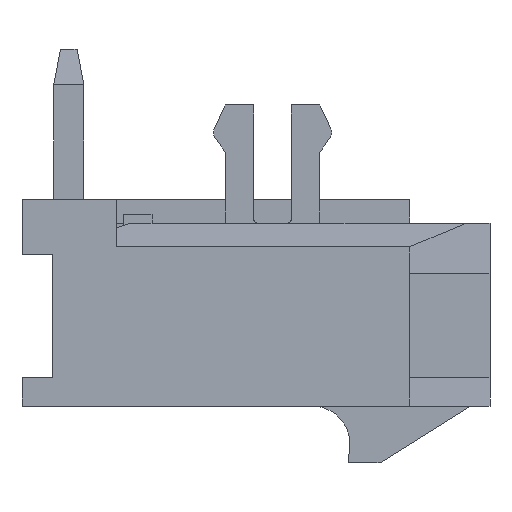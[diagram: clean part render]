
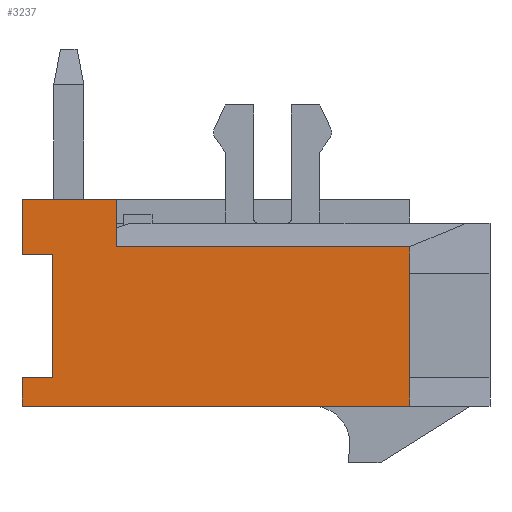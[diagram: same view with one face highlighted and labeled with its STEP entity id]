
A CAD part, left-side view. The second image highlights one B-rep face of the part: STEP entity #3237.
In plain terms, the highlighted planar face has unit normal (-1, 0, 0).
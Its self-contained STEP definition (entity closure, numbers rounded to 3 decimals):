
#863=CARTESIAN_POINT('',(-4.938,-3.492,20.065));
#864=VERTEX_POINT('',#863);
#871=CARTESIAN_POINT('',(-4.938,4.708,20.065));
#872=VERTEX_POINT('',#871);
#873=CARTESIAN_POINT('',(-4.938,-3.492,20.065));
#874=DIRECTION('',(0.,1.,0.));
#875=VECTOR('',#874,8.2);
#876=LINE('',#873,#875);
#877=EDGE_CURVE('',#864,#872,#876,.T.);
#2284=CARTESIAN_POINT('',(-4.938,4.058,20.665));
#2285=VERTEX_POINT('',#2284);
#2302=CARTESIAN_POINT('',(-4.938,4.708,20.665));
#2303=VERTEX_POINT('',#2302);
#2310=CARTESIAN_POINT('',(-4.938,4.708,20.665));
#2311=DIRECTION('',(0.,-1.,0.));
#2312=VECTOR('',#2311,0.65);
#2313=LINE('',#2310,#2312);
#2314=EDGE_CURVE('',#2303,#2285,#2313,.T.);
#2333=CARTESIAN_POINT('',(-4.938,4.058,23.265));
#2334=VERTEX_POINT('',#2333);
#2335=CARTESIAN_POINT('',(-4.938,4.058,20.665));
#2336=DIRECTION('',(0.,0.,1.));
#2337=VECTOR('',#2336,2.6);
#2338=LINE('',#2335,#2337);
#2339=EDGE_CURVE('',#2285,#2334,#2338,.T.);
#2365=CARTESIAN_POINT('',(-4.938,4.708,23.265));
#2366=VERTEX_POINT('',#2365);
#2367=CARTESIAN_POINT('',(-4.938,4.058,23.265));
#2368=DIRECTION('',(0.,1.,0.));
#2369=VECTOR('',#2368,0.65);
#2370=LINE('',#2367,#2369);
#2371=EDGE_CURVE('',#2334,#2366,#2370,.T.);
#2387=CARTESIAN_POINT('',(-4.938,4.708,24.435));
#2388=VERTEX_POINT('',#2387);
#2404=CARTESIAN_POINT('',(-4.938,4.708,23.265));
#2405=DIRECTION('',(0.,0.,1.));
#2406=VECTOR('',#2405,1.17);
#2407=LINE('',#2404,#2406);
#2408=EDGE_CURVE('',#2366,#2388,#2407,.T.);
#2418=CARTESIAN_POINT('',(-4.938,2.708,24.435));
#2419=VERTEX_POINT('',#2418);
#2435=CARTESIAN_POINT('',(-4.938,4.708,24.435));
#2436=DIRECTION('',(0.,-1.,0.));
#2437=VECTOR('',#2436,2.);
#2438=LINE('',#2435,#2437);
#2439=EDGE_CURVE('',#2388,#2419,#2438,.T.);
#2576=CARTESIAN_POINT('',(-4.938,2.708,23.435));
#2577=VERTEX_POINT('',#2576);
#2578=CARTESIAN_POINT('',(-4.938,2.708,24.435));
#2579=DIRECTION('',(0.,0.,-1.));
#2580=VECTOR('',#2579,1.);
#2581=LINE('',#2578,#2580);
#2582=EDGE_CURVE('',#2419,#2577,#2581,.T.);
#2931=CARTESIAN_POINT('',(-4.938,-3.492,22.865));
#2932=VERTEX_POINT('',#2931);
#2939=CARTESIAN_POINT('',(-4.938,-3.492,20.665));
#2940=VERTEX_POINT('',#2939);
#2941=CARTESIAN_POINT('',(-4.938,-3.492,22.865));
#2942=DIRECTION('',(0.,0.,-1.));
#2943=VECTOR('',#2942,2.2);
#2944=LINE('',#2941,#2943);
#2945=EDGE_CURVE('',#2932,#2940,#2944,.T.);
#3192=CARTESIAN_POINT('',(-4.938,4.708,20.065));
#3193=DIRECTION('',(0.,0.,1.));
#3194=VECTOR('',#3193,0.6);
#3195=LINE('',#3192,#3194);
#3196=EDGE_CURVE('',#872,#2303,#3195,.T.);
#3201=CARTESIAN_POINT('',(-4.938,4.708,23.935));
#3202=DIRECTION('',(0.,0.,-1.));
#3203=DIRECTION('',(-1.,-0.,-0.));
#3204=AXIS2_PLACEMENT_3D('',#3201,#3203,#3202);
#3205=PLANE('',#3204);
#3206=CARTESIAN_POINT('',(-4.938,-3.492,23.435));
#3207=VERTEX_POINT('',#3206);
#3208=CARTESIAN_POINT('',(-4.938,-3.492,22.865));
#3209=DIRECTION('',(0.,0.,1.));
#3210=VECTOR('',#3209,0.57);
#3211=LINE('',#3208,#3210);
#3212=EDGE_CURVE('',#2932,#3207,#3211,.T.);
#3213=ORIENTED_EDGE('',*,*,#3212,.T.);
#3214=CARTESIAN_POINT('',(-4.938,-3.492,23.435));
#3215=DIRECTION('',(0.,1.,0.));
#3216=VECTOR('',#3215,6.2);
#3217=LINE('',#3214,#3216);
#3218=EDGE_CURVE('',#3207,#2577,#3217,.T.);
#3219=ORIENTED_EDGE('',*,*,#3218,.T.);
#3220=ORIENTED_EDGE('',*,*,#2582,.F.);
#3221=ORIENTED_EDGE('',*,*,#2439,.F.);
#3222=ORIENTED_EDGE('',*,*,#2408,.F.);
#3223=ORIENTED_EDGE('',*,*,#2371,.F.);
#3224=ORIENTED_EDGE('',*,*,#2339,.F.);
#3225=ORIENTED_EDGE('',*,*,#2314,.F.);
#3226=ORIENTED_EDGE('',*,*,#3196,.F.);
#3227=ORIENTED_EDGE('',*,*,#877,.F.);
#3228=CARTESIAN_POINT('',(-4.938,-3.492,20.065));
#3229=DIRECTION('',(0.,0.,1.));
#3230=VECTOR('',#3229,0.6);
#3231=LINE('',#3228,#3230);
#3232=EDGE_CURVE('',#864,#2940,#3231,.T.);
#3233=ORIENTED_EDGE('',*,*,#3232,.T.);
#3234=ORIENTED_EDGE('',*,*,#2945,.F.);
#3235=EDGE_LOOP('',(#3213,#3219,#3220,#3221,#3222,#3223,#3224,#3225,#3226,#3227,#3233,#3234));
#3236=FACE_OUTER_BOUND('',#3235,.T.);
#3237=ADVANCED_FACE('',(#3236),#3205,.T.);
